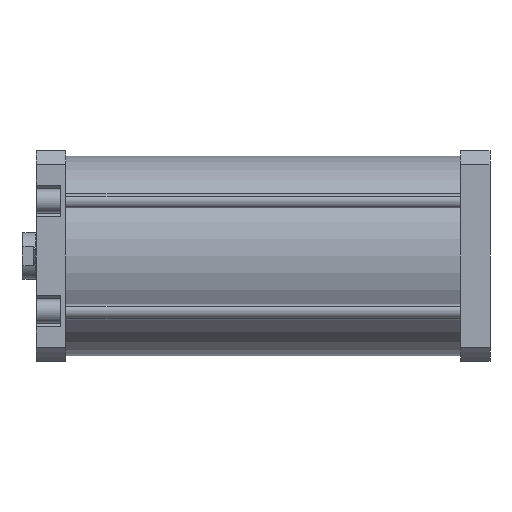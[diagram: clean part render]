
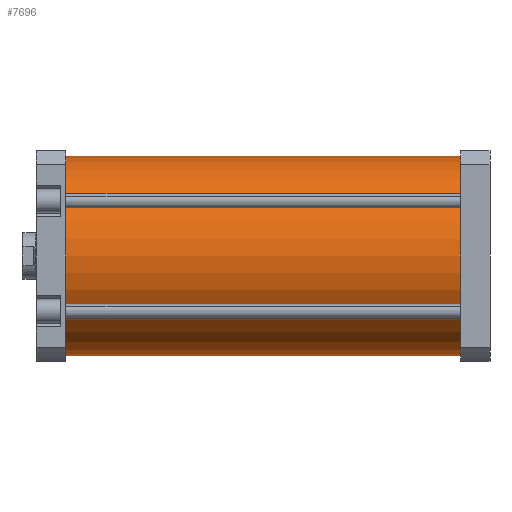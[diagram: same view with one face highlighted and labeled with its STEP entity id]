
A CAD part, front view. The second image highlights one B-rep face of the part: STEP entity #7696.
In plain terms, the highlighted cylindrical face has radius 85 mm (diameter 170 mm), a partial arc.
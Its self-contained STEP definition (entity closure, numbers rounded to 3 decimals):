
#1172 = EDGE_CURVE ( 'NONE', #1991, #1924, #4528, .T. ) ;
#1177 = EDGE_CURVE ( 'NONE', #1827, #1892, #4537, .T. ) ;
#1178 = EDGE_CURVE ( 'NONE', #1991, #1827, #4536, .T. ) ;
#1183 = EDGE_CURVE ( 'NONE', #1924, #1892, #4530, .T. ) ;
#1438 = AXIS2_PLACEMENT_3D ( 'NONE', #3423, #3429, #3430 ) ;
#1446 = AXIS2_PLACEMENT_3D ( 'NONE', #3438, #3445, #3446 ) ;
#1697 = AXIS2_PLACEMENT_3D ( 'NONE', #5769, #5763, #5689 ) ;
#1827 = VERTEX_POINT ( 'NONE', #3569 ) ;
#1892 = VERTEX_POINT ( 'NONE', #3635 ) ;
#1924 = VERTEX_POINT ( 'NONE', #3667 ) ;
#1991 = VERTEX_POINT ( 'NONE', #3734 ) ;
#3423 = CARTESIAN_POINT ( 'NONE',  ( 0., 0., 337. ) ) ;
#3429 = DIRECTION ( 'NONE',  ( 0., 0., 1. ) ) ;
#3430 = DIRECTION ( 'NONE',  ( 1., 0., 0. ) ) ;
#3438 = CARTESIAN_POINT ( 'NONE',  ( 0., 0., 0. ) ) ;
#3441 = CARTESIAN_POINT ( 'NONE',  ( -85., 0., 337. ) ) ;
#3445 = DIRECTION ( 'NONE',  ( 0., 0., 1. ) ) ;
#3446 = DIRECTION ( 'NONE',  ( 1., 0., 0. ) ) ;
#3448 = DIRECTION ( 'NONE',  ( 0., 0., -1. ) ) ;
#3455 = CARTESIAN_POINT ( 'NONE',  ( 85., 0., 337. ) ) ;
#3458 = DIRECTION ( 'NONE',  ( 0., 0., -1. ) ) ;
#3569 = CARTESIAN_POINT ( 'NONE',  ( -85., 0., 0. ) ) ;
#3635 = CARTESIAN_POINT ( 'NONE',  ( 85., 0., 0. ) ) ;
#3667 = CARTESIAN_POINT ( 'NONE',  ( 85., 0., 337. ) ) ;
#3734 = CARTESIAN_POINT ( 'NONE',  ( -85., 0., 337. ) ) ;
#4526 = VECTOR ( 'NONE', #3448, 1000. ) ;
#4528 = CIRCLE ( 'NONE', #1438, 85. ) ;
#4530 = LINE ( 'NONE', #3455, #4543 ) ;
#4536 = LINE ( 'NONE', #3441, #4526 ) ;
#4537 = CIRCLE ( 'NONE', #1446, 85. ) ;
#4543 = VECTOR ( 'NONE', #3458, 1000. ) ;
#5072 = FACE_OUTER_BOUND ( 'NONE', #7209, .T. ) ;
#5073 = CYLINDRICAL_SURFACE ( 'NONE', #1697, 85. ) ;
#5325 = ORIENTED_EDGE ( 'NONE', *, *, #1172, .F. ) ;
#5327 = ORIENTED_EDGE ( 'NONE', *, *, #1178, .T. ) ;
#5356 = ORIENTED_EDGE ( 'NONE', *, *, #1183, .F. ) ;
#5364 = ORIENTED_EDGE ( 'NONE', *, *, #1177, .T. ) ;
#5689 = DIRECTION ( 'NONE',  ( -1., 0., 0. ) ) ;
#5763 = DIRECTION ( 'NONE',  ( 0., 0., -1. ) ) ;
#5769 = CARTESIAN_POINT ( 'NONE',  ( 0., 0., 337. ) ) ;
#7209 = EDGE_LOOP ( 'NONE', ( #5356, #5325, #5327, #5364 ) ) ;
#7696 = ADVANCED_FACE ( 'NONE', ( #5072 ), #5073, .T. ) ;
